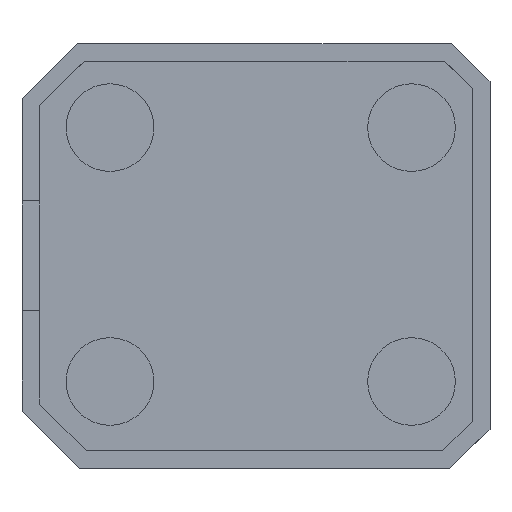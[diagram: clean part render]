
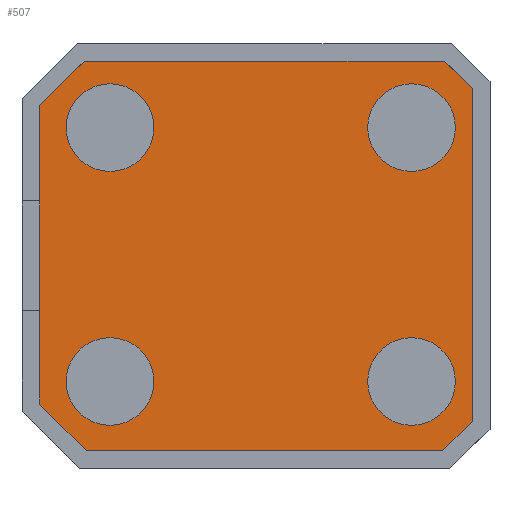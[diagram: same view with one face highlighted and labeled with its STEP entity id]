
A CAD part, top view. The second image highlights one B-rep face of the part: STEP entity #507.
In plain terms, the highlighted planar face has unit normal (0, 0, 1).
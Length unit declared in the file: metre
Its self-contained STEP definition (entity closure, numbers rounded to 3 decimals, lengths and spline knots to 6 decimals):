
#16=CIRCLE('',#551,0.005);
#17=CIRCLE('',#552,0.005);
#18=CIRCLE('',#553,0.005);
#19=CIRCLE('',#554,0.005);
#68=ORIENTED_EDGE('',*,*,#196,.F.);
#69=ORIENTED_EDGE('',*,*,#197,.F.);
#70=ORIENTED_EDGE('',*,*,#198,.F.);
#71=ORIENTED_EDGE('',*,*,#199,.F.);
#72=ORIENTED_EDGE('',*,*,#168,.F.);
#73=ORIENTED_EDGE('',*,*,#195,.F.);
#74=ORIENTED_EDGE('',*,*,#187,.F.);
#75=ORIENTED_EDGE('',*,*,#184,.F.);
#76=ORIENTED_EDGE('',*,*,#181,.F.);
#77=ORIENTED_EDGE('',*,*,#178,.F.);
#78=ORIENTED_EDGE('',*,*,#175,.F.);
#79=ORIENTED_EDGE('',*,*,#172,.F.);
#168=EDGE_CURVE('',#236,#237,#284,.T.);
#172=EDGE_CURVE('',#237,#240,#288,.T.);
#175=EDGE_CURVE('',#240,#242,#291,.T.);
#178=EDGE_CURVE('',#242,#244,#294,.T.);
#181=EDGE_CURVE('',#244,#246,#297,.T.);
#184=EDGE_CURVE('',#246,#248,#300,.T.);
#187=EDGE_CURVE('',#248,#250,#303,.T.);
#195=EDGE_CURVE('',#250,#236,#311,.T.);
#196=EDGE_CURVE('',#256,#256,#16,.T.);
#197=EDGE_CURVE('',#257,#257,#17,.T.);
#198=EDGE_CURVE('',#258,#258,#18,.T.);
#199=EDGE_CURVE('',#259,#259,#19,.T.);
#236=VERTEX_POINT('',#737);
#237=VERTEX_POINT('',#738);
#240=VERTEX_POINT('',#746);
#242=VERTEX_POINT('',#752);
#244=VERTEX_POINT('',#758);
#246=VERTEX_POINT('',#764);
#248=VERTEX_POINT('',#770);
#250=VERTEX_POINT('',#776);
#256=VERTEX_POINT('',#793);
#257=VERTEX_POINT('',#795);
#258=VERTEX_POINT('',#797);
#259=VERTEX_POINT('',#799);
#284=LINE('',#736,#344);
#288=LINE('',#745,#348);
#291=LINE('',#751,#351);
#294=LINE('',#757,#354);
#297=LINE('',#763,#357);
#300=LINE('',#769,#360);
#303=LINE('',#775,#363);
#311=LINE('',#790,#371);
#344=VECTOR('',#593,1.);
#348=VECTOR('',#599,1.);
#351=VECTOR('',#604,1.);
#354=VECTOR('',#609,1.);
#357=VECTOR('',#614,1.);
#360=VECTOR('',#619,1.);
#363=VECTOR('',#624,1.);
#371=VECTOR('',#634,1.);
#405=EDGE_LOOP('',(#68));
#406=EDGE_LOOP('',(#69));
#407=EDGE_LOOP('',(#70));
#408=EDGE_LOOP('',(#71));
#409=EDGE_LOOP('',(#72,#73,#74,#75,#76,#77,#78,#79));
#443=FACE_BOUND('',#405,.T.);
#444=FACE_BOUND('',#406,.T.);
#445=FACE_BOUND('',#407,.T.);
#446=FACE_BOUND('',#408,.T.);
#447=FACE_BOUND('',#409,.T.);
#481=PLANE('',#550);
#507=ADVANCED_FACE('',(#443,#444,#445,#446,#447),#481,.T.);
#550=AXIS2_PLACEMENT_3D('',#791,#635,#636);
#551=AXIS2_PLACEMENT_3D('',#792,#637,#638);
#552=AXIS2_PLACEMENT_3D('',#794,#639,#640);
#553=AXIS2_PLACEMENT_3D('',#796,#641,#642);
#554=AXIS2_PLACEMENT_3D('',#798,#643,#644);
#593=DIRECTION('',(0.713,0.701,0.));
#599=DIRECTION('',(1.,0.,0.));
#604=DIRECTION('',(0.715,-0.699,0.));
#609=DIRECTION('',(0.,-1.,0.));
#614=DIRECTION('',(-0.717,-0.697,0.));
#619=DIRECTION('',(-1.,0.,0.));
#624=DIRECTION('',(-0.706,0.708,0.));
#634=DIRECTION('',(0.,1.,0.));
#635=DIRECTION('',(0.,0.,1.));
#636=DIRECTION('',(1.,0.,0.));
#637=DIRECTION('',(0.,0.,1.));
#638=DIRECTION('',(1.,0.,0.));
#639=DIRECTION('',(0.,0.,1.));
#640=DIRECTION('',(1.,0.,0.));
#641=DIRECTION('',(0.,0.,1.));
#642=DIRECTION('',(1.,0.,0.));
#643=DIRECTION('',(0.,0.,1.));
#644=DIRECTION('',(1.,0.,0.));
#736=CARTESIAN_POINT('',(-0.021163,0.01902,0.0104));
#737=CARTESIAN_POINT('',(-0.023736,0.016489,0.0104));
#738=CARTESIAN_POINT('',(-0.018589,0.02155,0.0104));
#745=CARTESIAN_POINT('',(0.021822,0.02155,0.0104));
#746=CARTESIAN_POINT('',(0.022418,0.02155,0.0104));
#751=CARTESIAN_POINT('',(0.024035,0.019969,0.0104));
#752=CARTESIAN_POINT('',(0.025651,0.018388,0.0104));
#757=CARTESIAN_POINT('',(0.025651,0.011277,0.0104));
#758=CARTESIAN_POINT('',(0.025651,-0.019604,0.0104));
#763=CARTESIAN_POINT('',(0.023946,-0.021263,0.0104));
#764=CARTESIAN_POINT('',(0.02224,-0.022921,0.0104));
#769=CARTESIAN_POINT('',(0.013784,-0.022921,0.0104));
#770=CARTESIAN_POINT('',(-0.018402,-0.022921,0.0104));
#775=CARTESIAN_POINT('',(-0.021069,-0.020249,0.0104));
#776=CARTESIAN_POINT('',(-0.023736,-0.017577,0.0104));
#790=CARTESIAN_POINT('',(-0.023736,-0.000649,0.0104));
#791=CARTESIAN_POINT('',(0.000856,-0.000574,0.0104));
#792=CARTESIAN_POINT('',(0.0187,0.013961,0.0104));
#793=CARTESIAN_POINT('',(0.0237,0.013961,0.0104));
#794=CARTESIAN_POINT('',(0.0187,-0.015,0.0104));
#795=CARTESIAN_POINT('',(0.0237,-0.015,0.0104));
#796=CARTESIAN_POINT('',(-0.015699,-0.015,0.0104));
#797=CARTESIAN_POINT('',(-0.010699,-0.015,0.0104));
#798=CARTESIAN_POINT('',(-0.015699,0.013961,0.0104));
#799=CARTESIAN_POINT('',(-0.010699,0.013961,0.0104));
